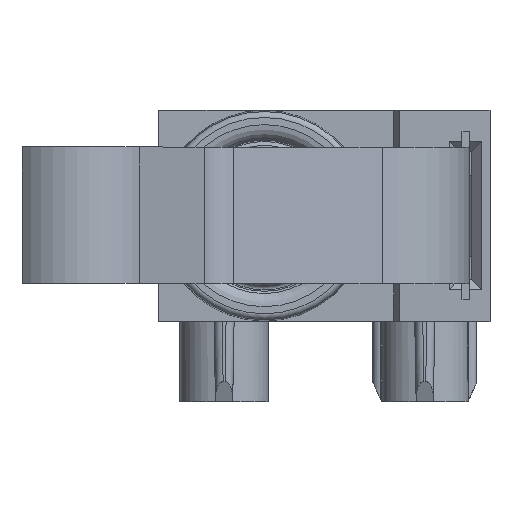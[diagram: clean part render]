
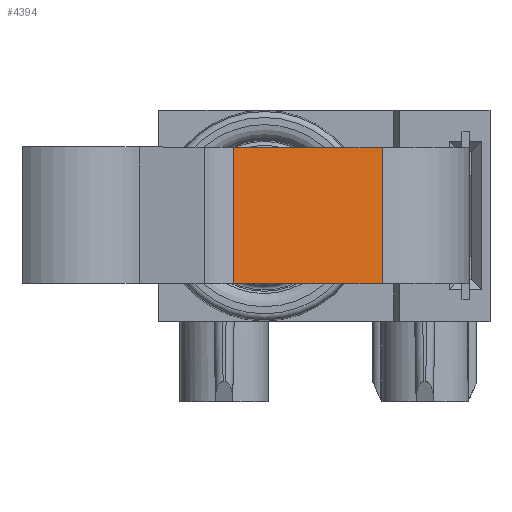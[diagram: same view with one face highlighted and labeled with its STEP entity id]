
A CAD part, top view. The second image highlights one B-rep face of the part: STEP entity #4394.
In plain terms, the highlighted planar face has unit normal (0.152, 0, 0.988).
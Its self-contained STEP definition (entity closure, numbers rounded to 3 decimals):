
#242=FACE_OUTER_BOUND('',#491,.T.);
#491=EDGE_LOOP('',(#2967,#2968,#2969,#2970));
#805=LINE('',#6431,#1328);
#806=LINE('',#6435,#1329);
#807=LINE('',#6437,#1330);
#808=LINE('',#6438,#1331);
#1328=VECTOR('',#5120,10.);
#1329=VECTOR('',#5125,10.);
#1330=VECTOR('',#5126,10.);
#1331=VECTOR('',#5127,10.);
#1843=VERTEX_POINT('',#6428);
#1844=VERTEX_POINT('',#6430);
#1845=VERTEX_POINT('',#6434);
#1846=VERTEX_POINT('',#6436);
#2283=EDGE_CURVE('',#1843,#1844,#805,.T.);
#2285=EDGE_CURVE('',#1845,#1843,#806,.T.);
#2286=EDGE_CURVE('',#1846,#1845,#807,.T.);
#2287=EDGE_CURVE('',#1844,#1846,#808,.T.);
#2967=ORIENTED_EDGE('',*,*,#2285,.F.);
#2968=ORIENTED_EDGE('',*,*,#2286,.F.);
#2969=ORIENTED_EDGE('',*,*,#2287,.F.);
#2970=ORIENTED_EDGE('',*,*,#2283,.F.);
#4203=PLANE('',#4671);
#4394=ADVANCED_FACE('',(#242),#4203,.T.);
#4671=AXIS2_PLACEMENT_3D('',#6433,#5123,#5124);
#5120=DIRECTION('',(0.988,0.,-0.152));
#5123=DIRECTION('center_axis',(0.152,0.,0.988));
#5124=DIRECTION('ref_axis',(-0.988,0.,0.152));
#5125=DIRECTION('',(0.,1.,0.));
#5126=DIRECTION('',(-0.988,0.,0.152));
#5127=DIRECTION('',(0.,-1.,0.));
#6428=CARTESIAN_POINT('',(-2.265,1.7,11.706));
#6430=CARTESIAN_POINT('',(1.437,1.7,11.137));
#6431=CARTESIAN_POINT('',(1.437,1.7,11.137));
#6433=CARTESIAN_POINT('Origin',(1.437,0.,11.137));
#6434=CARTESIAN_POINT('',(-2.265,-1.7,11.706));
#6435=CARTESIAN_POINT('',(-2.265,0.,11.706));
#6436=CARTESIAN_POINT('',(1.437,-1.7,11.137));
#6437=CARTESIAN_POINT('',(1.437,-1.7,11.137));
#6438=CARTESIAN_POINT('',(1.437,0.,11.137));
